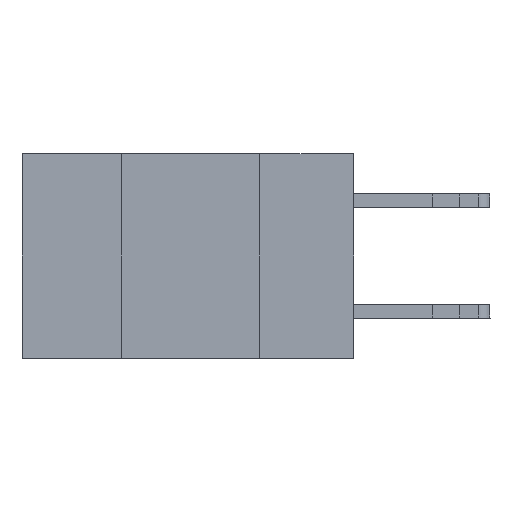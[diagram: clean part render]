
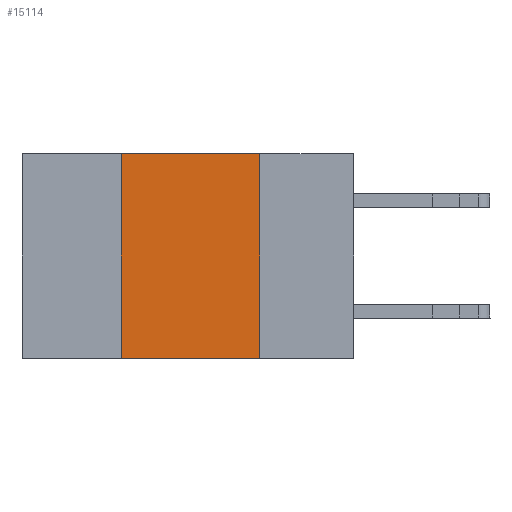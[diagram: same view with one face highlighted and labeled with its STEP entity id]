
A CAD part, left-side view. The second image highlights one B-rep face of the part: STEP entity #15114.
In plain terms, the highlighted planar face has unit normal (-1, 0, 0).
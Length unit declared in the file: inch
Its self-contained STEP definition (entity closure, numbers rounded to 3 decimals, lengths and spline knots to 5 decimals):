
#835 = EDGE_CURVE ( 'NONE', #4382, #5842, #8001, .T. ) ;
#912 = ORIENTED_EDGE ( 'NONE', *, *, #835, .F. ) ;
#1013 = CARTESIAN_POINT ( 'NONE',  ( 0., 0.42, 0. ) ) ;
#1726 = DIRECTION ( 'NONE',  ( 0., 0., -1. ) ) ;
#3809 = CARTESIAN_POINT ( 'NONE',  ( 0., 0.17, 0. ) ) ;
#4382 = VERTEX_POINT ( 'NONE', #9580 ) ;
#4859 = VECTOR ( 'NONE', #23786, 39.37008 ) ;
#5842 = VERTEX_POINT ( 'NONE', #8041 ) ;
#6510 = VERTEX_POINT ( 'NONE', #9144 ) ;
#8001 = LINE ( 'NONE', #19995, #4859 ) ;
#8041 = CARTESIAN_POINT ( 'NONE',  ( 0., 0.17, 0. ) ) ;
#8939 = AXIS2_PLACEMENT_3D ( 'NONE', #25434, #9638, #17586 ) ;
#9144 = CARTESIAN_POINT ( 'NONE',  ( 0., 0.42, -0.37 ) ) ;
#9580 = CARTESIAN_POINT ( 'NONE',  ( 0., 0.42, 0. ) ) ;
#9638 = DIRECTION ( 'NONE',  ( 1., 0., 0. ) ) ;
#11484 = EDGE_CURVE ( 'NONE', #6510, #4382, #12764, .T. ) ;
#11532 = ORIENTED_EDGE ( 'NONE', *, *, #21181, .F. ) ;
#12056 = LINE ( 'NONE', #14375, #23152 ) ;
#12764 = LINE ( 'NONE', #1013, #25634 ) ;
#13671 = ORIENTED_EDGE ( 'NONE', *, *, #17269, .T. ) ;
#13883 = CARTESIAN_POINT ( 'NONE',  ( 0., 0.17, -0.37 ) ) ;
#14375 = CARTESIAN_POINT ( 'NONE',  ( 0., 0.6, -0.37 ) ) ;
#15114 = ADVANCED_FACE ( 'NONE', ( #23347 ), #19413, .F. ) ;
#15423 = LINE ( 'NONE', #3809, #21200 ) ;
#15726 = EDGE_LOOP ( 'NONE', ( #11532, #912, #24957, #13671 ) ) ;
#16398 = DIRECTION ( 'NONE',  ( 0., 0., 1. ) ) ;
#17269 = EDGE_CURVE ( 'NONE', #6510, #22059, #12056, .T. ) ;
#17586 = DIRECTION ( 'NONE',  ( 0., 0., -1. ) ) ;
#19413 = PLANE ( 'NONE',  #8939 ) ;
#19995 = CARTESIAN_POINT ( 'NONE',  ( 0., 0.6, 0. ) ) ;
#21181 = EDGE_CURVE ( 'NONE', #5842, #22059, #15423, .T. ) ;
#21200 = VECTOR ( 'NONE', #1726, 39.37008 ) ;
#22059 = VERTEX_POINT ( 'NONE', #13883 ) ;
#22345 = DIRECTION ( 'NONE',  ( 0., -1., 0. ) ) ;
#23152 = VECTOR ( 'NONE', #22345, 39.37008 ) ;
#23347 = FACE_OUTER_BOUND ( 'NONE', #15726, .T. ) ;
#23786 = DIRECTION ( 'NONE',  ( 0., -1., 0. ) ) ;
#24957 = ORIENTED_EDGE ( 'NONE', *, *, #11484, .F. ) ;
#25434 = CARTESIAN_POINT ( 'NONE',  ( 0., 0.6, 0. ) ) ;
#25634 = VECTOR ( 'NONE', #16398, 39.37008 ) ;
